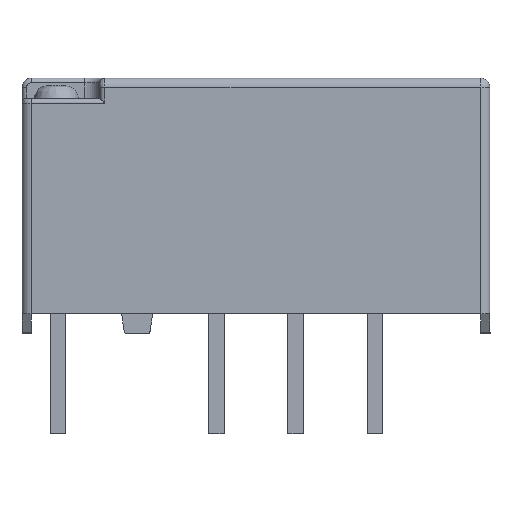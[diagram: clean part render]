
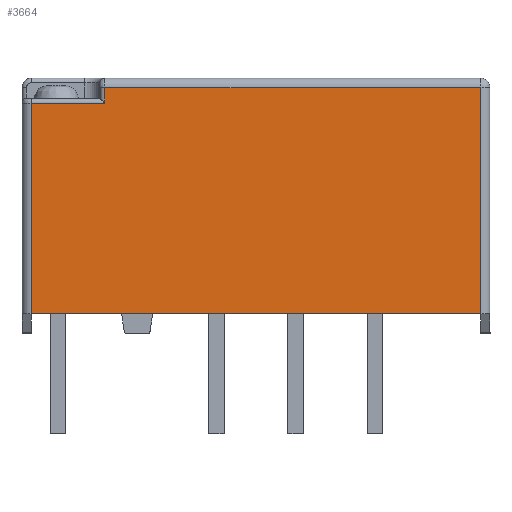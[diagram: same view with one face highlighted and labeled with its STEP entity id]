
A CAD part, front view. The second image highlights one B-rep face of the part: STEP entity #3664.
In plain terms, the highlighted planar face has unit normal (0, -1, 0).
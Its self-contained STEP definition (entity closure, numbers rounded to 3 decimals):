
#3325=CARTESIAN_POINT('',(-4.85,-3.7,7.9));
#3326=VERTEX_POINT('',#3325);
#3405=CARTESIAN_POINT('',(-7.2,-3.7,7.4));
#3406=VERTEX_POINT('',#3405);
#3439=CARTESIAN_POINT('',(-4.85,-3.7,7.4));
#3440=VERTEX_POINT('',#3439);
#3441=CARTESIAN_POINT('',(-4.85,-3.7,7.4));
#3442=DIRECTION('',(0.0,0.0,1.0));
#3443=VECTOR('',#3442,0.5);
#3444=LINE('',#3441,#3443);
#3445=EDGE_CURVE('',#3440,#3326,#3444,.T.);
#3478=CARTESIAN_POINT('',(-7.2,-3.7,7.4));
#3479=DIRECTION('',(1.0,0.0,0.0));
#3480=VECTOR('',#3479,2.35);
#3481=LINE('',#3478,#3480);
#3482=EDGE_CURVE('',#3406,#3440,#3481,.T.);
#3552=CARTESIAN_POINT('',(-7.2,-3.7,0.65));
#3553=VERTEX_POINT('',#3552);
#3561=CARTESIAN_POINT('',(-7.2,-3.7,0.65));
#3562=DIRECTION('',(0.0,0.0,1.0));
#3563=VECTOR('',#3562,6.75);
#3564=LINE('',#3561,#3563);
#3565=EDGE_CURVE('',#3553,#3406,#3564,.T.);
#3632=CARTESIAN_POINT('',(7.5,-3.7,0.65));
#3633=DIRECTION('',(0.0,-1.0,0.0));
#3634=DIRECTION('',(0.0,0.0,-1.0));
#3635=AXIS2_PLACEMENT_3D('',#3632,#3633,#3634);
#3636=PLANE('',#3635);
#3637=ORIENTED_EDGE('',*,*,#3482,.F.);
#3638=ORIENTED_EDGE('',*,*,#3565,.F.);
#3639=CARTESIAN_POINT('',(7.2,-3.7,0.65));
#3640=VERTEX_POINT('',#3639);
#3641=CARTESIAN_POINT('',(7.2,-3.7,0.65));
#3642=DIRECTION('',(-1.0,0.0,0.0));
#3643=VECTOR('',#3642,14.4);
#3644=LINE('',#3641,#3643);
#3645=EDGE_CURVE('',#3640,#3553,#3644,.T.);
#3646=ORIENTED_EDGE('',*,*,#3645,.F.);
#3647=CARTESIAN_POINT('',(7.2,-3.7,7.9));
#3648=VERTEX_POINT('',#3647);
#3649=CARTESIAN_POINT('',(7.2,-3.7,7.9));
#3650=DIRECTION('',(0.0,0.0,-1.0));
#3651=VECTOR('',#3650,7.25);
#3652=LINE('',#3649,#3651);
#3653=EDGE_CURVE('',#3648,#3640,#3652,.T.);
#3654=ORIENTED_EDGE('',*,*,#3653,.F.);
#3655=CARTESIAN_POINT('',(-4.85,-3.7,7.9));
#3656=DIRECTION('',(1.0,0.0,0.0));
#3657=VECTOR('',#3656,12.05);
#3658=LINE('',#3655,#3657);
#3659=EDGE_CURVE('',#3326,#3648,#3658,.T.);
#3660=ORIENTED_EDGE('',*,*,#3659,.F.);
#3661=ORIENTED_EDGE('',*,*,#3445,.F.);
#3662=EDGE_LOOP('',(#3637,#3638,#3646,#3654,#3660,#3661));
#3663=FACE_OUTER_BOUND('',#3662,.T.);
#3664=ADVANCED_FACE('',(#3663),#3636,.T.);
